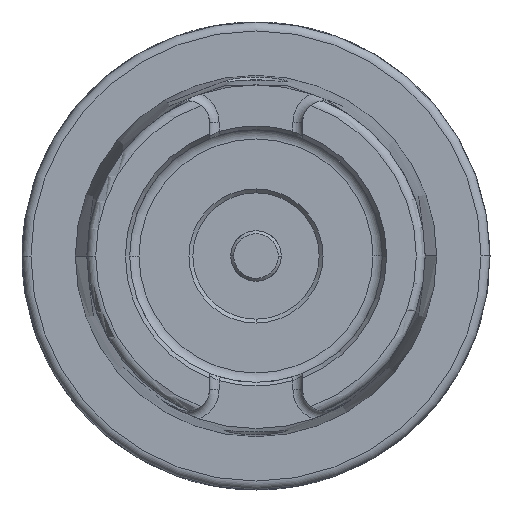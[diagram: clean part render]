
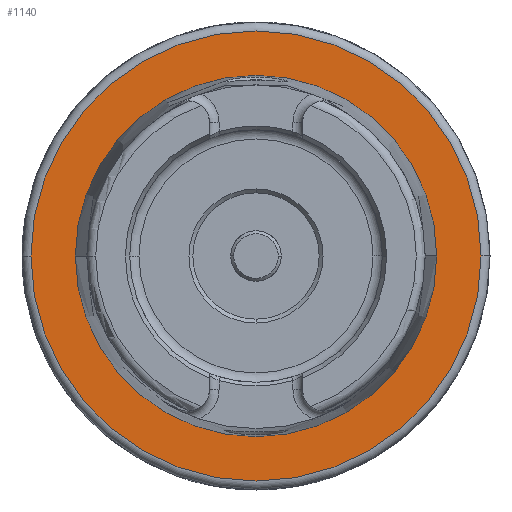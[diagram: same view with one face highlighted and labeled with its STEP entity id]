
A CAD part, left-side view. The second image highlights one B-rep face of the part: STEP entity #1140.
In plain terms, the highlighted planar face has unit normal (-1, 0, 0).
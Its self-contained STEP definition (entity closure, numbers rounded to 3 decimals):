
#74 = EDGE_CURVE ( 'NONE', #12315, #12295, #8093, .T. ) ;
#739 = VERTEX_POINT ( 'NONE', #9610 ) ;
#778 = VERTEX_POINT ( 'NONE', #9710 ) ;
#781 = EDGE_CURVE ( 'NONE', #739, #778, #9708, .T. ) ;
#1043 = ORIENTED_EDGE ( 'NONE', *, *, #1902, .F. ) ;
#1046 = ORIENTED_EDGE ( 'NONE', *, *, #74, .F. ) ;
#1057 = EDGE_LOOP ( 'NONE', ( #1046, #1043 ) ) ;
#1127 = ORIENTED_EDGE ( 'NONE', *, *, #1133, .T. ) ;
#1128 = EDGE_LOOP ( 'NONE', ( #1135, #1127 ) ) ;
#1133 = EDGE_CURVE ( 'NONE', #778, #739, #10316, .T. ) ;
#1135 = ORIENTED_EDGE ( 'NONE', *, *, #781, .T. ) ;
#1140 = ADVANCED_FACE ( 'NONE', ( #10301, #10300 ), #10299, .T. ) ;
#1902 = EDGE_CURVE ( 'NONE', #12295, #12315, #10325, .T. ) ;
#5061 = CARTESIAN_POINT ( 'NONE',  ( 0., -30.3, 0. ) ) ;
#5093 = CARTESIAN_POINT ( 'NONE',  ( 0., 30.3, 0. ) ) ;
#8086 = DIRECTION ( 'NONE',  ( 0., 1., 0. ) ) ;
#8087 = DIRECTION ( 'NONE',  ( 1., 0., 0. ) ) ;
#8088 = CARTESIAN_POINT ( 'NONE',  ( 0., 0., 0. ) ) ;
#8089 = AXIS2_PLACEMENT_3D ( 'NONE', #8088, #8087, #8086 ) ;
#8093 = CIRCLE ( 'NONE', #8089, 30.3 ) ;
#9610 = CARTESIAN_POINT ( 'NONE',  ( 0., 24.321, 0. ) ) ;
#9704 = DIRECTION ( 'NONE',  ( 0., 1., 0. ) ) ;
#9705 = DIRECTION ( 'NONE',  ( 1., 0., 0. ) ) ;
#9706 = CARTESIAN_POINT ( 'NONE',  ( 0., 0., 0. ) ) ;
#9707 = AXIS2_PLACEMENT_3D ( 'NONE', #9706, #9705, #9704 ) ;
#9708 = CIRCLE ( 'NONE', #9707, 24.321 ) ;
#9710 = CARTESIAN_POINT ( 'NONE',  ( 0., -24.321, 0. ) ) ;
#10294 = DIRECTION ( 'NONE',  ( 0., -1., 0. ) ) ;
#10295 = DIRECTION ( 'NONE',  ( -1., 0., 0. ) ) ;
#10296 = CARTESIAN_POINT ( 'NONE',  ( 0., 24.321, 0. ) ) ;
#10297 = AXIS2_PLACEMENT_3D ( 'NONE', #10296, #10295, #10294 ) ;
#10299 = PLANE ( 'NONE',  #10297 ) ;
#10300 = FACE_OUTER_BOUND ( 'NONE', #1057, .T. ) ;
#10301 = FACE_BOUND ( 'NONE', #1128, .T. ) ;
#10309 = DIRECTION ( 'NONE',  ( 0., 1., 0. ) ) ;
#10310 = DIRECTION ( 'NONE',  ( 1., 0., 0. ) ) ;
#10311 = CARTESIAN_POINT ( 'NONE',  ( 0., 0., 0. ) ) ;
#10312 = AXIS2_PLACEMENT_3D ( 'NONE', #10311, #10310, #10309 ) ;
#10316 = CIRCLE ( 'NONE', #10312, 24.321 ) ;
#10321 = DIRECTION ( 'NONE',  ( 0., 1., 0. ) ) ;
#10322 = DIRECTION ( 'NONE',  ( 1., 0., 0. ) ) ;
#10323 = CARTESIAN_POINT ( 'NONE',  ( 0., 0., 0. ) ) ;
#10324 = AXIS2_PLACEMENT_3D ( 'NONE', #10323, #10322, #10321 ) ;
#10325 = CIRCLE ( 'NONE', #10324, 30.3 ) ;
#12295 = VERTEX_POINT ( 'NONE', #5061 ) ;
#12315 = VERTEX_POINT ( 'NONE', #5093 ) ;
